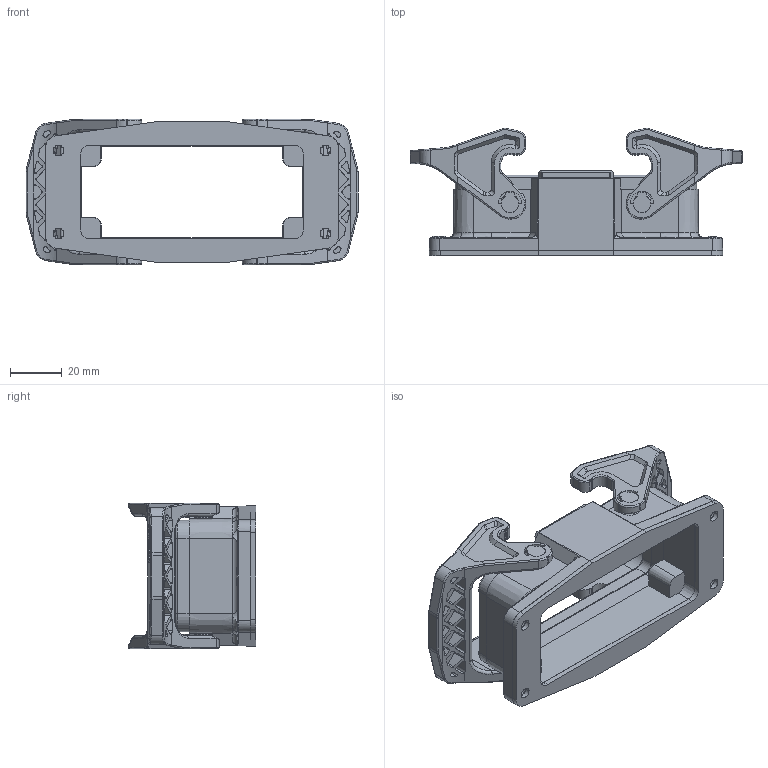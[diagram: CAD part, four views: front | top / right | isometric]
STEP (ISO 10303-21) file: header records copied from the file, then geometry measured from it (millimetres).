
FILE_DESCRIPTION((''),'2;1');
FILE_NAME('H16B_P-BK-2L_SW0001','2023-12-28T',('yp.zhu'),(''),'PRO/ENGINEER BY PARAMETRIC TECHNOLOGY CORPORATION, 2012480','PRO/ENGINEER BY PARAMETRIC TECHNOLOGY CORPORATION, 2012480','');
FILE_SCHEMA(('CONFIG_CONTROL_DESIGN'));
Products named in the file (1): H16B_P-BK-2L_SW0001
Bounding box: 128 x 49.01 x 56 mm (x, y, z)
Volume: 71172.6 mm3; surface area: 37197.1 mm2
Topology: 3 solids, 3 shells, 1295 faces, 3589 edges, 2345 vertices
Faces by surface type: plane 537, cylinder 479, bspline 140, torus 57, cone 52, extrusion 30
Entity records: 61593 total; most frequent: CARTESIAN_POINT 30788, ORIENTED_EDGE 7162, DIRECTION 5261, EDGE_CURVE 3581, VERTEX_POINT 2345, VECTOR 1841, LINE 1811, AXIS2_PLACEMENT_3D 1710
